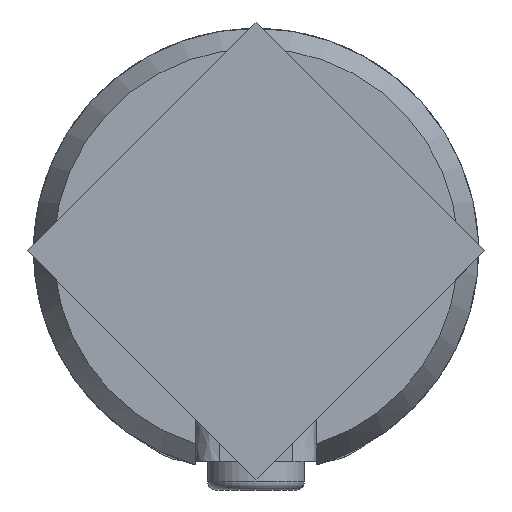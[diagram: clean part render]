
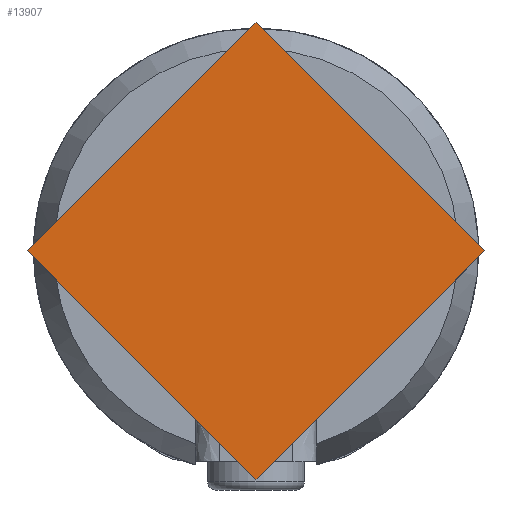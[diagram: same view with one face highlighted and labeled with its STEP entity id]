
A CAD part, front view. The second image highlights one B-rep face of the part: STEP entity #13907.
In plain terms, the highlighted planar face has unit normal (0, -1, 0).
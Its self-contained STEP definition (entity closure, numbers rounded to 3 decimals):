
#99 = VECTOR ( 'NONE', #4952, 1000. ) ;
#819 = FACE_OUTER_BOUND ( 'NONE', #1538, .T. ) ;
#1538 = EDGE_LOOP ( 'NONE', ( #15464, #13062, #12504, #8326 ) ) ;
#1856 = EDGE_CURVE ( 'NONE', #2083, #12448, #12774, .T. ) ;
#2083 = VERTEX_POINT ( 'NONE', #11208 ) ;
#2196 = LINE ( 'NONE', #3163, #3621 ) ;
#3163 = CARTESIAN_POINT ( 'NONE',  ( 2., -0.4, 2. ) ) ;
#3385 = DIRECTION ( 'NONE',  ( -1., 0., 0. ) ) ;
#3409 = DIRECTION ( 'NONE',  ( 0., 0., -1. ) ) ;
#3621 = VECTOR ( 'NONE', #5801, 1000. ) ;
#4180 = DIRECTION ( 'NONE',  ( 1., 0., 0. ) ) ;
#4207 = CARTESIAN_POINT ( 'NONE',  ( -2., -0.4, -2. ) ) ;
#4794 = AXIS2_PLACEMENT_3D ( 'NONE', #7532, #11463, #3409 ) ;
#4952 = DIRECTION ( 'NONE',  ( 0., 0., 1. ) ) ;
#5801 = DIRECTION ( 'NONE',  ( 0., 0., -1. ) ) ;
#5868 = CARTESIAN_POINT ( 'NONE',  ( -2., -0.4, 2. ) ) ;
#5915 = EDGE_CURVE ( 'NONE', #7016, #2083, #10827, .T. ) ;
#7016 = VERTEX_POINT ( 'NONE', #12188 ) ;
#7532 = CARTESIAN_POINT ( 'NONE',  ( 2., -0.4, -2. ) ) ;
#7551 = CARTESIAN_POINT ( 'NONE',  ( -2., -0.4, 2. ) ) ;
#8326 = ORIENTED_EDGE ( 'NONE', *, *, #5915, .F. ) ;
#9248 = CARTESIAN_POINT ( 'NONE',  ( 2., -0.4, 2. ) ) ;
#10799 = LINE ( 'NONE', #16084, #14212 ) ;
#10827 = LINE ( 'NONE', #4207, #16105 ) ;
#11208 = CARTESIAN_POINT ( 'NONE',  ( -2., -0.4, -2. ) ) ;
#11463 = DIRECTION ( 'NONE',  ( 0., -1., 0. ) ) ;
#12188 = CARTESIAN_POINT ( 'NONE',  ( 2., -0.4, -2. ) ) ;
#12379 = VERTEX_POINT ( 'NONE', #9248 ) ;
#12448 = VERTEX_POINT ( 'NONE', #5868 ) ;
#12504 = ORIENTED_EDGE ( 'NONE', *, *, #1856, .F. ) ;
#12774 = LINE ( 'NONE', #7551, #99 ) ;
#12942 = EDGE_CURVE ( 'NONE', #12379, #7016, #2196, .T. ) ;
#13062 = ORIENTED_EDGE ( 'NONE', *, *, #14543, .F. ) ;
#13907 = ADVANCED_FACE ( 'NONE', ( #819 ), #15329, .T. ) ;
#14212 = VECTOR ( 'NONE', #4180, 1000. ) ;
#14543 = EDGE_CURVE ( 'NONE', #12448, #12379, #10799, .T. ) ;
#15329 = PLANE ( 'NONE',  #4794 ) ;
#15464 = ORIENTED_EDGE ( 'NONE', *, *, #12942, .F. ) ;
#16084 = CARTESIAN_POINT ( 'NONE',  ( -2., -0.4, 2. ) ) ;
#16105 = VECTOR ( 'NONE', #3385, 1000. ) ;
